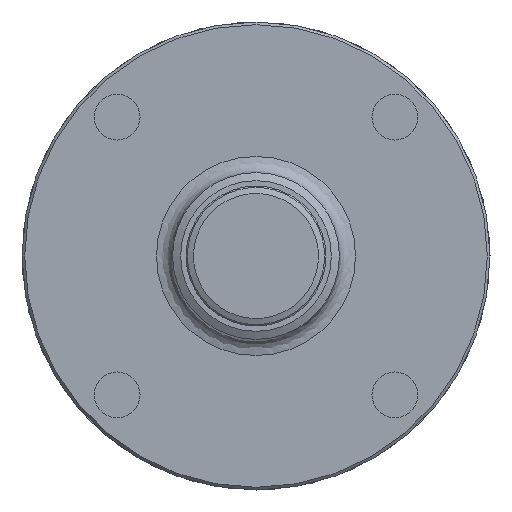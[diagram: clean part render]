
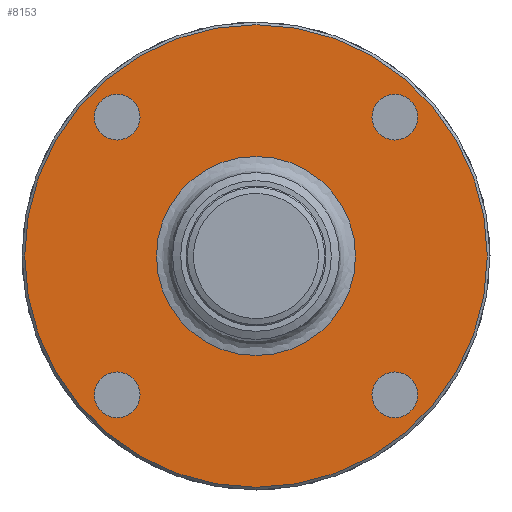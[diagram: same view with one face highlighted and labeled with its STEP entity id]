
A CAD part, left-side view. The second image highlights one B-rep face of the part: STEP entity #8153.
In plain terms, the highlighted planar face has unit normal (-1, 0, 0).
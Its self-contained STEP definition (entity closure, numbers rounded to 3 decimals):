
#7859=CARTESIAN_POINT('',(-60.0,-21.559,-25.809));
#7860=VERTEX_POINT('',#7859);
#7861=CARTESIAN_POINT('',(-60.0,-25.809,-25.809));
#7862=DIRECTION('',(1.0,0.0,0.0));
#7863=DIRECTION('',(0.0,-1.0,0.0));
#7864=AXIS2_PLACEMENT_3D('',#7861,#7862,#7863);
#7865=CIRCLE('',#7864,4.25);
#7866=EDGE_CURVE('',#7860,#7860,#7865,.T.);
#7887=CARTESIAN_POINT('',(-60.0,-25.809,21.559));
#7888=VERTEX_POINT('',#7887);
#7889=CARTESIAN_POINT('',(-60.0,-25.809,25.809));
#7890=DIRECTION('',(1.0,0.0,0.0));
#7891=DIRECTION('',(0.0,0.0,1.0));
#7892=AXIS2_PLACEMENT_3D('',#7889,#7890,#7891);
#7893=CIRCLE('',#7892,4.25);
#7894=EDGE_CURVE('',#7888,#7888,#7893,.T.);
#7915=CARTESIAN_POINT('',(-60.0,21.559,25.809));
#7916=VERTEX_POINT('',#7915);
#7917=CARTESIAN_POINT('',(-60.0,25.809,25.809));
#7918=DIRECTION('',(1.0,0.0,0.0));
#7919=DIRECTION('',(0.0,1.0,0.0));
#7920=AXIS2_PLACEMENT_3D('',#7917,#7918,#7919);
#7921=CIRCLE('',#7920,4.25);
#7922=EDGE_CURVE('',#7916,#7916,#7921,.T.);
#7943=CARTESIAN_POINT('',(-60.0,25.809,-21.559));
#7944=VERTEX_POINT('',#7943);
#7945=CARTESIAN_POINT('',(-60.0,25.809,-25.809));
#7946=DIRECTION('',(1.0,0.0,0.0));
#7947=DIRECTION('',(0.0,0.0,-1.0));
#7948=AXIS2_PLACEMENT_3D('',#7945,#7946,#7947);
#7949=CIRCLE('',#7948,4.25);
#7950=EDGE_CURVE('',#7944,#7944,#7949,.T.);
#8107=CARTESIAN_POINT('',(-60.0,18.5,0.0));
#8108=VERTEX_POINT('',#8107);
#8109=CARTESIAN_POINT('',(-60.0,0.0,0.0));
#8110=DIRECTION('',(1.0,0.0,0.0));
#8111=DIRECTION('',(0.0,1.0,0.0));
#8112=AXIS2_PLACEMENT_3D('',#8109,#8110,#8111);
#8113=CIRCLE('',#8112,18.5);
#8114=EDGE_CURVE('',#8108,#8108,#8113,.T.);
#8122=CARTESIAN_POINT('',(-60.0,30.75,0.0));
#8123=DIRECTION('',(-1.0,0.0,0.0));
#8124=DIRECTION('',(0.0,0.0,1.0));
#8125=AXIS2_PLACEMENT_3D('',#8122,#8123,#8124);
#8126=PLANE('',#8125);
#8127=CARTESIAN_POINT('',(-60.,43.0,0.0));
#8128=VERTEX_POINT('',#8127);
#8129=CARTESIAN_POINT('',(-60.,0.0,0.0));
#8130=DIRECTION('',(1.0,0.0,0.0));
#8131=DIRECTION('',(0.0,1.0,0.0));
#8132=AXIS2_PLACEMENT_3D('',#8129,#8130,#8131);
#8133=CIRCLE('',#8132,43.0);
#8134=EDGE_CURVE('',#8128,#8128,#8133,.T.);
#8135=ORIENTED_EDGE('',*,*,#8134,.F.);
#8136=EDGE_LOOP('',(#8135));
#8137=FACE_OUTER_BOUND('',#8136,.T.);
#8138=ORIENTED_EDGE('',*,*,#7866,.T.);
#8139=EDGE_LOOP('',(#8138));
#8140=FACE_BOUND('',#8139,.T.);
#8141=ORIENTED_EDGE('',*,*,#7894,.T.);
#8142=EDGE_LOOP('',(#8141));
#8143=FACE_BOUND('',#8142,.T.);
#8144=ORIENTED_EDGE('',*,*,#7922,.T.);
#8145=EDGE_LOOP('',(#8144));
#8146=FACE_BOUND('',#8145,.T.);
#8147=ORIENTED_EDGE('',*,*,#7950,.T.);
#8148=EDGE_LOOP('',(#8147));
#8149=FACE_BOUND('',#8148,.T.);
#8150=ORIENTED_EDGE('',*,*,#8114,.T.);
#8151=EDGE_LOOP('',(#8150));
#8152=FACE_BOUND('',#8151,.T.);
#8153=ADVANCED_FACE('',(#8137,#8140,#8143,#8146,#8149,#8152),#8126,.T.);
